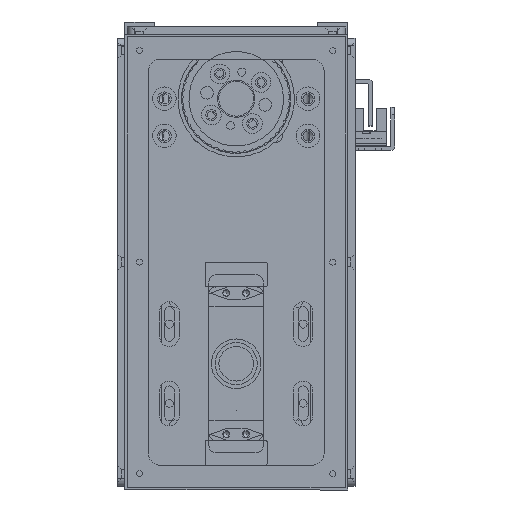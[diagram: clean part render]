
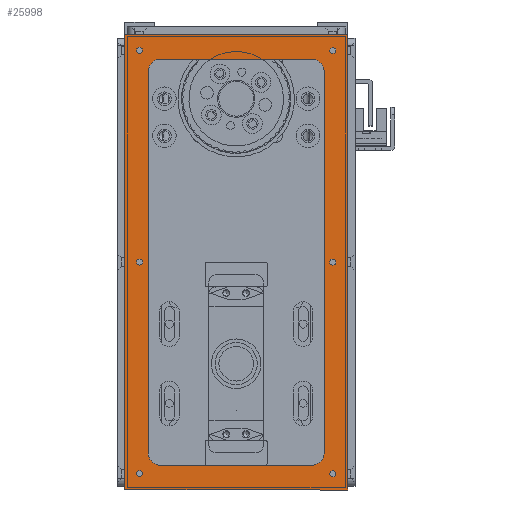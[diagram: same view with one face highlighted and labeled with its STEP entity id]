
A CAD part, left-side view. The second image highlights one B-rep face of the part: STEP entity #25998.
In plain terms, the highlighted face is planar.
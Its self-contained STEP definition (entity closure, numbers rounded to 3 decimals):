
#945=FACE_BOUND('',#5176,.T.);
#946=FACE_BOUND('',#5177,.T.);
#947=FACE_BOUND('',#5178,.T.);
#948=FACE_BOUND('',#5179,.T.);
#949=FACE_BOUND('',#5180,.T.);
#950=FACE_BOUND('',#5181,.T.);
#951=FACE_BOUND('',#5182,.T.);
#1531=PLANE('',#28848);
#3398=FACE_OUTER_BOUND('',#5175,.T.);
#5175=EDGE_LOOP('',(#22908,#22909,#22910,#22911));
#5176=EDGE_LOOP('',(#22912));
#5177=EDGE_LOOP('',(#22913));
#5178=EDGE_LOOP('',(#22914));
#5179=EDGE_LOOP('',(#22915));
#5180=EDGE_LOOP('',(#22916));
#5181=EDGE_LOOP('',(#22917));
#5182=EDGE_LOOP('',(#22918,#22919,#22920,#22921,#22922,#22923,#22924,#22925));
#7178=LINE('',#43928,#9233);
#7184=LINE('',#43943,#9239);
#7188=LINE('',#43955,#9243);
#7191=LINE('',#43964,#9246);
#7268=LINE('',#44233,#9323);
#7272=LINE('',#44241,#9327);
#7275=LINE('',#44247,#9330);
#7278=LINE('',#44252,#9333);
#9233=VECTOR('',#35269,10.);
#9239=VECTOR('',#35283,10.);
#9243=VECTOR('',#35295,10.);
#9246=VECTOR('',#35306,10.);
#9323=VECTOR('',#35587,10.);
#9327=VECTOR('',#35593,10.);
#9330=VECTOR('',#35598,10.);
#9333=VECTOR('',#35603,10.);
#10691=CIRCLE('',#28727,5.);
#10693=CIRCLE('',#28731,5.);
#10695=CIRCLE('',#28735,5.);
#10697=CIRCLE('',#28739,5.);
#10711=CIRCLE('',#28761,1.23);
#10713=CIRCLE('',#28764,1.23);
#10715=CIRCLE('',#28767,1.23);
#10717=CIRCLE('',#28770,1.23);
#10719=CIRCLE('',#28773,1.23);
#10721=CIRCLE('',#28776,1.23);
#13017=VERTEX_POINT('',#43918);
#13018=VERTEX_POINT('',#43919);
#13021=VERTEX_POINT('',#43927);
#13023=VERTEX_POINT('',#43933);
#13024=VERTEX_POINT('',#43934);
#13027=VERTEX_POINT('',#43945);
#13028=VERTEX_POINT('',#43946);
#13031=VERTEX_POINT('',#43957);
#13045=VERTEX_POINT('',#44002);
#13047=VERTEX_POINT('',#44008);
#13049=VERTEX_POINT('',#44014);
#13051=VERTEX_POINT('',#44020);
#13053=VERTEX_POINT('',#44026);
#13055=VERTEX_POINT('',#44032);
#13121=VERTEX_POINT('',#44231);
#13122=VERTEX_POINT('',#44232);
#13125=VERTEX_POINT('',#44240);
#13127=VERTEX_POINT('',#44246);
#16332=EDGE_CURVE('',#13017,#13018,#10691,.T.);
#16336=EDGE_CURVE('',#13021,#13018,#7178,.T.);
#16339=EDGE_CURVE('',#13023,#13024,#10693,.T.);
#16344=EDGE_CURVE('',#13017,#13024,#7184,.T.);
#16345=EDGE_CURVE('',#13027,#13028,#10695,.T.);
#16350=EDGE_CURVE('',#13023,#13028,#7188,.T.);
#16351=EDGE_CURVE('',#13021,#13031,#10697,.T.);
#16355=EDGE_CURVE('',#13027,#13031,#7191,.T.);
#16374=EDGE_CURVE('',#13045,#13045,#10711,.T.);
#16377=EDGE_CURVE('',#13047,#13047,#10713,.T.);
#16380=EDGE_CURVE('',#13049,#13049,#10715,.T.);
#16383=EDGE_CURVE('',#13051,#13051,#10717,.T.);
#16386=EDGE_CURVE('',#13053,#13053,#10719,.T.);
#16389=EDGE_CURVE('',#13055,#13055,#10721,.T.);
#16488=EDGE_CURVE('',#13121,#13122,#7268,.T.);
#16492=EDGE_CURVE('',#13125,#13121,#7272,.T.);
#16495=EDGE_CURVE('',#13127,#13125,#7275,.T.);
#16498=EDGE_CURVE('',#13122,#13127,#7278,.T.);
#22908=ORIENTED_EDGE('',*,*,#16498,.F.);
#22909=ORIENTED_EDGE('',*,*,#16488,.F.);
#22910=ORIENTED_EDGE('',*,*,#16492,.F.);
#22911=ORIENTED_EDGE('',*,*,#16495,.F.);
#22912=ORIENTED_EDGE('',*,*,#16374,.T.);
#22913=ORIENTED_EDGE('',*,*,#16377,.T.);
#22914=ORIENTED_EDGE('',*,*,#16380,.T.);
#22915=ORIENTED_EDGE('',*,*,#16383,.T.);
#22916=ORIENTED_EDGE('',*,*,#16386,.T.);
#22917=ORIENTED_EDGE('',*,*,#16389,.T.);
#22918=ORIENTED_EDGE('',*,*,#16336,.T.);
#22919=ORIENTED_EDGE('',*,*,#16332,.F.);
#22920=ORIENTED_EDGE('',*,*,#16344,.T.);
#22921=ORIENTED_EDGE('',*,*,#16339,.F.);
#22922=ORIENTED_EDGE('',*,*,#16350,.T.);
#22923=ORIENTED_EDGE('',*,*,#16345,.F.);
#22924=ORIENTED_EDGE('',*,*,#16355,.T.);
#22925=ORIENTED_EDGE('',*,*,#16351,.F.);
#25998=ADVANCED_FACE('',(#3398,#945,#946,#947,#948,#949,#950,#951),#1531,
 .T.);
#28727=AXIS2_PLACEMENT_3D('',#43920,#35261,#35262);
#28731=AXIS2_PLACEMENT_3D('',#43935,#35274,#35275);
#28735=AXIS2_PLACEMENT_3D('',#43947,#35286,#35287);
#28739=AXIS2_PLACEMENT_3D('',#43958,#35298,#35299);
#28761=AXIS2_PLACEMENT_3D('',#44003,#35351,#35352);
#28764=AXIS2_PLACEMENT_3D('',#44009,#35358,#35359);
#28767=AXIS2_PLACEMENT_3D('',#44015,#35365,#35366);
#28770=AXIS2_PLACEMENT_3D('',#44021,#35372,#35373);
#28773=AXIS2_PLACEMENT_3D('',#44027,#35379,#35380);
#28776=AXIS2_PLACEMENT_3D('',#44033,#35386,#35387);
#28848=AXIS2_PLACEMENT_3D('',#44255,#35607,#35608);
#35261=DIRECTION('center_axis',(0.,0.,1.));
#35262=DIRECTION('ref_axis',(0.707,0.707,0.));
#35269=DIRECTION('',(1.,0.,0.));
#35274=DIRECTION('center_axis',(0.,0.,1.));
#35275=DIRECTION('ref_axis',(0.707,-0.707,0.));
#35283=DIRECTION('',(0.,-1.,0.));
#35286=DIRECTION('center_axis',(0.,0.,1.));
#35287=DIRECTION('ref_axis',(-0.707,-0.707,0.));
#35295=DIRECTION('',(-1.,0.,0.));
#35298=DIRECTION('center_axis',(0.,0.,1.));
#35299=DIRECTION('ref_axis',(-0.707,0.707,0.));
#35306=DIRECTION('',(0.,1.,0.));
#35351=DIRECTION('center_axis',(0.,0.,-1.));
#35352=DIRECTION('ref_axis',(1.,0.,0.));
#35358=DIRECTION('center_axis',(0.,0.,-1.));
#35359=DIRECTION('ref_axis',(1.,0.,0.));
#35365=DIRECTION('center_axis',(0.,0.,-1.));
#35366=DIRECTION('ref_axis',(1.,0.,0.));
#35372=DIRECTION('center_axis',(0.,0.,-1.));
#35373=DIRECTION('ref_axis',(1.,0.,0.));
#35379=DIRECTION('center_axis',(0.,0.,-1.));
#35380=DIRECTION('ref_axis',(1.,0.,0.));
#35386=DIRECTION('center_axis',(0.,0.,-1.));
#35387=DIRECTION('ref_axis',(1.,0.,0.));
#35587=DIRECTION('',(0.,1.,0.));
#35593=DIRECTION('',(-1.,0.,0.));
#35598=DIRECTION('',(0.,-1.,0.));
#35603=DIRECTION('',(1.,0.,0.));
#35607=DIRECTION('center_axis',(0.,0.,1.));
#35608=DIRECTION('ref_axis',(1.,0.,0.));
#43918=CARTESIAN_POINT('',(82.,30.5,0.));
#43919=CARTESIAN_POINT('',(77.,35.5,0.));
#43920=CARTESIAN_POINT('Origin',(77.,30.5,0.));
#43927=CARTESIAN_POINT('',(-77.,35.5,0.));
#43928=CARTESIAN_POINT('',(-41.,35.5,0.));
#43933=CARTESIAN_POINT('',(77.,-35.5,0.));
#43934=CARTESIAN_POINT('',(82.,-30.5,0.));
#43935=CARTESIAN_POINT('Origin',(77.,-30.5,0.));
#43943=CARTESIAN_POINT('',(82.,17.75,0.));
#43945=CARTESIAN_POINT('',(-82.,-30.5,0.));
#43946=CARTESIAN_POINT('',(-77.,-35.5,0.));
#43947=CARTESIAN_POINT('Origin',(-77.,-30.5,0.));
#43955=CARTESIAN_POINT('',(41.,-35.5,0.));
#43957=CARTESIAN_POINT('',(-82.,30.5,0.));
#43958=CARTESIAN_POINT('Origin',(-77.,30.5,0.));
#43964=CARTESIAN_POINT('',(-82.,-17.75,0.));
#44002=CARTESIAN_POINT('',(84.271,39.,0.));
#44003=CARTESIAN_POINT('Origin',(85.5,39.,0.));
#44008=CARTESIAN_POINT('',(-1.23,-39.,0.));
#44009=CARTESIAN_POINT('Origin',(0.,-39.,0.));
#44014=CARTESIAN_POINT('',(-86.73,39.,0.));
#44015=CARTESIAN_POINT('Origin',(-85.5,39.,0.));
#44020=CARTESIAN_POINT('',(-86.73,-39.,0.));
#44021=CARTESIAN_POINT('Origin',(-85.5,-39.,0.));
#44026=CARTESIAN_POINT('',(84.271,-39.,0.));
#44027=CARTESIAN_POINT('Origin',(85.5,-39.,0.));
#44032=CARTESIAN_POINT('',(-1.23,39.,0.));
#44033=CARTESIAN_POINT('Origin',(0.,39.,0.));
#44231=CARTESIAN_POINT('',(-92.,-45.,0.));
#44232=CARTESIAN_POINT('',(-92.,45.,0.));
#44233=CARTESIAN_POINT('',(-92.,-45.,0.));
#44240=CARTESIAN_POINT('',(92.,-45.,0.));
#44241=CARTESIAN_POINT('',(92.,-45.,0.));
#44246=CARTESIAN_POINT('',(92.,45.,0.));
#44247=CARTESIAN_POINT('',(92.,45.,0.));
#44252=CARTESIAN_POINT('',(-92.,45.,0.));
#44255=CARTESIAN_POINT('Origin',(0.,0.,
0.));
